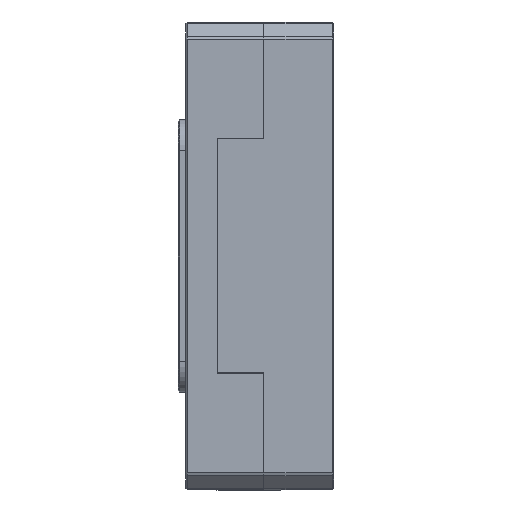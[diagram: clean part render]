
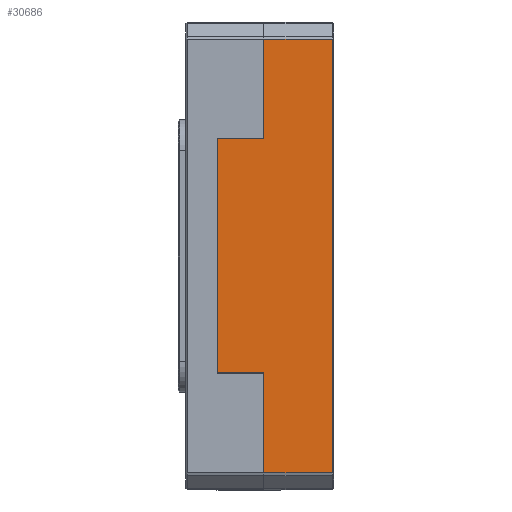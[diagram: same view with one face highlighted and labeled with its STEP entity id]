
A CAD part, front view. The second image highlights one B-rep face of the part: STEP entity #30686.
In plain terms, the highlighted planar face has unit normal (0, -1, 0).
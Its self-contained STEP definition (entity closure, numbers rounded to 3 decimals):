
#31 = LINE ( 'NONE', #21970, #26406 ) ;
#174 = CARTESIAN_POINT ( 'NONE',  ( -9., -60., -45. ) ) ;
#1892 = VERTEX_POINT ( 'NONE', #9045 ) ;
#2316 = LINE ( 'NONE', #12516, #4262 ) ;
#2461 = DIRECTION ( 'NONE',  ( 0., 0., -1. ) ) ;
#2510 = DIRECTION ( 'NONE',  ( 1., 0., 0. ) ) ;
#2944 = VECTOR ( 'NONE', #5526, 1000. ) ;
#3419 = VERTEX_POINT ( 'NONE', #9819 ) ;
#3998 = ORIENTED_EDGE ( 'NONE', *, *, #28494, .T. ) ;
#4223 = CARTESIAN_POINT ( 'NONE',  ( -15., -60., 0. ) ) ;
#4262 = VECTOR ( 'NONE', #2510, 1000. ) ;
#4610 = DIRECTION ( 'NONE',  ( 1., 0., 0. ) ) ;
#4627 = DIRECTION ( 'NONE',  ( -1., 0., 0. ) ) ;
#4993 = CARTESIAN_POINT ( 'NONE',  ( -9., -60., -15. ) ) ;
#5075 = VERTEX_POINT ( 'NONE', #25789 ) ;
#5342 = ORIENTED_EDGE ( 'NONE', *, *, #10138, .F. ) ;
#5526 = DIRECTION ( 'NONE',  ( 1., 0., 0. ) ) ;
#6459 = LINE ( 'NONE', #6645, #11574 ) ;
#6645 = CARTESIAN_POINT ( 'NONE',  ( -9., -60., 0. ) ) ;
#7746 = CARTESIAN_POINT ( 'NONE',  ( -25.599, -60., -45. ) ) ;
#7864 = EDGE_CURVE ( 'NONE', #27132, #16435, #6459, .T. ) ;
#8013 = LINE ( 'NONE', #22731, #26153 ) ;
#8539 = ORIENTED_EDGE ( 'NONE', *, *, #9509, .T. ) ;
#9045 = CARTESIAN_POINT ( 'NONE',  ( -15., -60., -15. ) ) ;
#9354 = ORIENTED_EDGE ( 'NONE', *, *, #27793, .T. ) ;
#9509 = EDGE_CURVE ( 'NONE', #3419, #14565, #12099, .T. ) ;
#9819 = CARTESIAN_POINT ( 'NONE',  ( -9., -60., -57.8 ) ) ;
#9837 = DIRECTION ( 'NONE',  ( 0., 0., -1. ) ) ;
#9937 = ORIENTED_EDGE ( 'NONE', *, *, #19334, .T. ) ;
#10020 = LINE ( 'NONE', #7746, #2944 ) ;
#10138 = EDGE_CURVE ( 'NONE', #1892, #16435, #2316, .T. ) ;
#10574 = EDGE_LOOP ( 'NONE', ( #9937, #8539, #14383, #17201, #19197, #5342, #3998, #9354 ) ) ;
#10936 = AXIS2_PLACEMENT_3D ( 'NONE', #27143, #14240, #27258 ) ;
#11574 = VECTOR ( 'NONE', #21649, 1000. ) ;
#12099 = LINE ( 'NONE', #25467, #20880 ) ;
#12516 = CARTESIAN_POINT ( 'NONE',  ( -25.599, -60., -15. ) ) ;
#13150 = LINE ( 'NONE', #4223, #24981 ) ;
#14240 = DIRECTION ( 'NONE',  ( 0., 1., 0. ) ) ;
#14383 = ORIENTED_EDGE ( 'NONE', *, *, #28529, .T. ) ;
#14510 = VERTEX_POINT ( 'NONE', #25152 ) ;
#14565 = VERTEX_POINT ( 'NONE', #20061 ) ;
#16435 = VERTEX_POINT ( 'NONE', #4993 ) ;
#16509 = VERTEX_POINT ( 'NONE', #174 ) ;
#17201 = ORIENTED_EDGE ( 'NONE', *, *, #22024, .T. ) ;
#18666 = LINE ( 'NONE', #23178, #31272 ) ;
#19197 = ORIENTED_EDGE ( 'NONE', *, *, #7864, .T. ) ;
#19334 = EDGE_CURVE ( 'NONE', #16509, #3419, #8013, .T. ) ;
#19608 = PLANE ( 'NONE',  #10936 ) ;
#20061 = CARTESIAN_POINT ( 'NONE',  ( -0.2, -60., -57.8 ) ) ;
#20880 = VECTOR ( 'NONE', #4610, 1000. ) ;
#21649 = DIRECTION ( 'NONE',  ( 0., 0., -1. ) ) ;
#21970 = CARTESIAN_POINT ( 'NONE',  ( -9., -60., -2.2 ) ) ;
#22024 = EDGE_CURVE ( 'NONE', #14510, #27132, #31, .T. ) ;
#22731 = CARTESIAN_POINT ( 'NONE',  ( -9., -60., 0. ) ) ;
#23178 = CARTESIAN_POINT ( 'NONE',  ( -0.2, -60., -2. ) ) ;
#24486 = FACE_OUTER_BOUND ( 'NONE', #10574, .T. ) ;
#24981 = VECTOR ( 'NONE', #2461, 1000. ) ;
#25152 = CARTESIAN_POINT ( 'NONE',  ( -0.2, -60., -2.2 ) ) ;
#25467 = CARTESIAN_POINT ( 'NONE',  ( 0., -60., -57.8 ) ) ;
#25789 = CARTESIAN_POINT ( 'NONE',  ( -15., -60., -45. ) ) ;
#26153 = VECTOR ( 'NONE', #9837, 1000. ) ;
#26406 = VECTOR ( 'NONE', #4627, 1000. ) ;
#27132 = VERTEX_POINT ( 'NONE', #27439 ) ;
#27143 = CARTESIAN_POINT ( 'NONE',  ( -9., -60., 0. ) ) ;
#27258 = DIRECTION ( 'NONE',  ( 1., 0., 0. ) ) ;
#27439 = CARTESIAN_POINT ( 'NONE',  ( -9., -60., -2.2 ) ) ;
#27793 = EDGE_CURVE ( 'NONE', #5075, #16509, #10020, .T. ) ;
#28494 = EDGE_CURVE ( 'NONE', #1892, #5075, #13150, .T. ) ;
#28529 = EDGE_CURVE ( 'NONE', #14565, #14510, #18666, .T. ) ;
#30524 = DIRECTION ( 'NONE',  ( 0., 0., 1. ) ) ;
#30686 = ADVANCED_FACE ( 'NONE', ( #24486 ), #19608, .F. ) ;
#31272 = VECTOR ( 'NONE', #30524, 1000. ) ;
